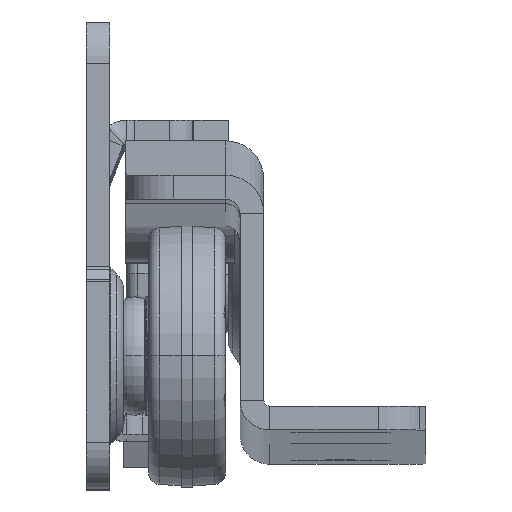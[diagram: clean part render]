
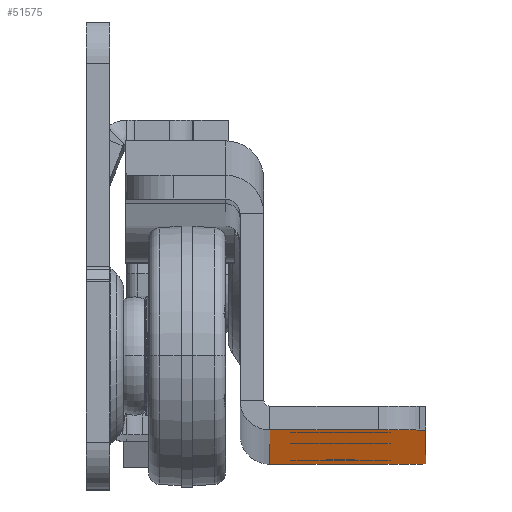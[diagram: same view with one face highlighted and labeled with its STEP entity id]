
A CAD part, top view. The second image highlights one B-rep face of the part: STEP entity #51575.
In plain terms, the highlighted face is planar.
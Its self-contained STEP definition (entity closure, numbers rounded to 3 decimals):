
#25 = DIRECTION ( 'NONE',  ( 0., 1., 0. ) ) ;
#401 = CARTESIAN_POINT ( 'NONE',  ( 13.166, -8.074, 393.5 ) ) ;
#774 = CARTESIAN_POINT ( 'NONE',  ( 9.702, -8.074, 0. ) ) ;
#1659 = EDGE_LOOP ( 'NONE', ( #14164, #46197 ) ) ;
#2514 = VECTOR ( 'NONE', #47310, 1000. ) ;
#2930 = CARTESIAN_POINT ( 'NONE',  ( 0.5, -8.074, 0. ) ) ;
#3632 = CARTESIAN_POINT ( 'NONE',  ( 6.5, -8.074, 239.5 ) ) ;
#4056 = VECTOR ( 'NONE', #45244, 1000. ) ;
#4192 = DIRECTION ( 'NONE',  ( 0., 1., 0. ) ) ;
#5359 = ORIENTED_EDGE ( 'NONE', *, *, #46540, .T. ) ;
#5411 = VERTEX_POINT ( 'NONE', #38943 ) ;
#5565 = EDGE_CURVE ( 'NONE', #5411, #13801, #36290, .T. ) ;
#6583 = EDGE_CURVE ( 'NONE', #13801, #25274, #47274, .T. ) ;
#6988 = LINE ( 'NONE', #35031, #41862 ) ;
#7678 = VERTEX_POINT ( 'NONE', #40457 ) ;
#8354 = CIRCLE ( 'NONE', #36821, 4. ) ;
#9009 = VERTEX_POINT ( 'NONE', #48771 ) ;
#9690 = CARTESIAN_POINT ( 'NONE',  ( 6.5, -8.074, 367.5 ) ) ;
#9938 = DIRECTION ( 'NONE',  ( 0., 1., 0. ) ) ;
#11525 = PLANE ( 'NONE',  #51396 ) ;
#11757 = ORIENTED_EDGE ( 'NONE', *, *, #38368, .T. ) ;
#11790 = FACE_OUTER_BOUND ( 'NONE', #40804, .T. ) ;
#12543 = ORIENTED_EDGE ( 'NONE', *, *, #6583, .T. ) ;
#12584 = DIRECTION ( 'NONE',  ( 0., 0., -1. ) ) ;
#13193 = ORIENTED_EDGE ( 'NONE', *, *, #39776, .F. ) ;
#13196 = LINE ( 'NONE', #35963, #2514 ) ;
#13284 = DIRECTION ( 'NONE',  ( 0., 1., 0. ) ) ;
#13363 = DIRECTION ( 'NONE',  ( -1., 0., 0. ) ) ;
#13550 = CARTESIAN_POINT ( 'NONE',  ( 6.5, -8.074, 239.5 ) ) ;
#13762 = VERTEX_POINT ( 'NONE', #774 ) ;
#13801 = VERTEX_POINT ( 'NONE', #34301 ) ;
#13989 = EDGE_LOOP ( 'NONE', ( #51784, #28391 ) ) ;
#14164 = ORIENTED_EDGE ( 'NONE', *, *, #37917, .T. ) ;
#14488 = EDGE_CURVE ( 'NONE', #20109, #31499, #37102, .T. ) ;
#14787 = ORIENTED_EDGE ( 'NONE', *, *, #25417, .T. ) ;
#14933 = DIRECTION ( 'NONE',  ( -1., 0., 0. ) ) ;
#15135 = DIRECTION ( 'NONE',  ( 1., 0., 0. ) ) ;
#15461 = FACE_BOUND ( 'NONE', #50085, .T. ) ;
#15568 = DIRECTION ( 'NONE',  ( 0., 0., 1. ) ) ;
#15727 = FACE_BOUND ( 'NONE', #13989, .T. ) ;
#16314 = AXIS2_PLACEMENT_3D ( 'NONE', #43303, #25, #43050 ) ;
#16721 = VECTOR ( 'NONE', #12584, 1000. ) ;
#17079 = CARTESIAN_POINT ( 'NONE',  ( 9.702, -8.074, 395.5 ) ) ;
#17586 = AXIS2_PLACEMENT_3D ( 'NONE', #3632, #13284, #21710 ) ;
#17592 = CIRCLE ( 'NONE', #25097, 4.25 ) ;
#18412 = CIRCLE ( 'NONE', #17586, 4.25 ) ;
#20109 = VERTEX_POINT ( 'NONE', #31821 ) ;
#20815 = CARTESIAN_POINT ( 'NONE',  ( 2.25, -8.074, 47.5 ) ) ;
#21327 = CARTESIAN_POINT ( 'NONE',  ( 0.5, -8.074, 0. ) ) ;
#21710 = DIRECTION ( 'NONE',  ( -1., 0., 0. ) ) ;
#22592 = VERTEX_POINT ( 'NONE', #20815 ) ;
#24664 = ORIENTED_EDGE ( 'NONE', *, *, #26646, .F. ) ;
#25097 = AXIS2_PLACEMENT_3D ( 'NONE', #13550, #34241, #46121 ) ;
#25274 = VERTEX_POINT ( 'NONE', #17079 ) ;
#25417 = EDGE_CURVE ( 'NONE', #22592, #9009, #27453, .T. ) ;
#26646 = EDGE_CURVE ( 'NONE', #47735, #25274, #6988, .T. ) ;
#26769 = EDGE_CURVE ( 'NONE', #38634, #36693, #18412, .T. ) ;
#27453 = CIRCLE ( 'NONE', #38366, 4.25 ) ;
#28391 = ORIENTED_EDGE ( 'NONE', *, *, #40267, .T. ) ;
#28693 = CARTESIAN_POINT ( 'NONE',  ( 2.25, -8.074, 239.5 ) ) ;
#28886 = LINE ( 'NONE', #21327, #29278 ) ;
#29278 = VECTOR ( 'NONE', #32552, 1000. ) ;
#29702 = LINE ( 'NONE', #41515, #4056 ) ;
#30375 = CIRCLE ( 'NONE', #16314, 4.25 ) ;
#31064 = EDGE_CURVE ( 'NONE', #9009, #22592, #30375, .T. ) ;
#31499 = VERTEX_POINT ( 'NONE', #47983 ) ;
#31821 = CARTESIAN_POINT ( 'NONE',  ( 2.25, -8.074, 367.5 ) ) ;
#32488 = LINE ( 'NONE', #32747, #16721 ) ;
#32552 = DIRECTION ( 'NONE',  ( 0., 0., 1. ) ) ;
#32747 = CARTESIAN_POINT ( 'NONE',  ( 13.702, -8.074, 0. ) ) ;
#33814 = AXIS2_PLACEMENT_3D ( 'NONE', #50781, #35727, #15568 ) ;
#34241 = DIRECTION ( 'NONE',  ( 0., 1., 0. ) ) ;
#34301 = CARTESIAN_POINT ( 'NONE',  ( 13.166, -8.074, 393.5 ) ) ;
#34845 = DIRECTION ( 'NONE',  ( 0., 1., 0. ) ) ;
#35031 = CARTESIAN_POINT ( 'NONE',  ( 13.702, -8.074, 395.5 ) ) ;
#35094 = CARTESIAN_POINT ( 'NONE',  ( 10.75, -8.074, 239.5 ) ) ;
#35727 = DIRECTION ( 'NONE',  ( 0., -1., 0. ) ) ;
#35963 = CARTESIAN_POINT ( 'NONE',  ( 13.702, -8.074, 0. ) ) ;
#36079 = VERTEX_POINT ( 'NONE', #2930 ) ;
#36227 = DIRECTION ( 'NONE',  ( 0., 0., 1. ) ) ;
#36290 = LINE ( 'NONE', #401, #37687 ) ;
#36693 = VERTEX_POINT ( 'NONE', #28693 ) ;
#36821 = AXIS2_PLACEMENT_3D ( 'NONE', #47380, #51090, #36227 ) ;
#37102 = CIRCLE ( 'NONE', #51379, 4.25 ) ;
#37687 = VECTOR ( 'NONE', #44486, 1000. ) ;
#37917 = EDGE_CURVE ( 'NONE', #31499, #20109, #47547, .T. ) ;
#38290 = AXIS2_PLACEMENT_3D ( 'NONE', #38758, #4192, #51945 ) ;
#38366 = AXIS2_PLACEMENT_3D ( 'NONE', #39034, #34845, #14933 ) ;
#38368 = EDGE_CURVE ( 'NONE', #43623, #7678, #29702, .T. ) ;
#38634 = VERTEX_POINT ( 'NONE', #35094 ) ;
#38758 = CARTESIAN_POINT ( 'NONE',  ( 6.5, -8.074, 367.5 ) ) ;
#38943 = CARTESIAN_POINT ( 'NONE',  ( 13.702, -8.074, 392.572 ) ) ;
#39034 = CARTESIAN_POINT ( 'NONE',  ( 6.5, -8.074, 47.5 ) ) ;
#39776 = EDGE_CURVE ( 'NONE', #5411, #7678, #32488, .T. ) ;
#40267 = EDGE_CURVE ( 'NONE', #36693, #38634, #17592, .T. ) ;
#40457 = CARTESIAN_POINT ( 'NONE',  ( 13.702, -8.074, 2.928 ) ) ;
#40804 = EDGE_LOOP ( 'NONE', ( #46577, #48658, #5359, #11757, #13193, #42102, #12543, #24664 ) ) ;
#40996 = CARTESIAN_POINT ( 'NONE',  ( 0.5, -8.074, 395.5 ) ) ;
#41515 = CARTESIAN_POINT ( 'NONE',  ( 16.63, -8.074, 8. ) ) ;
#41862 = VECTOR ( 'NONE', #15135, 1000. ) ;
#42102 = ORIENTED_EDGE ( 'NONE', *, *, #5565, .T. ) ;
#43050 = DIRECTION ( 'NONE',  ( -1., 0., 0. ) ) ;
#43263 = FACE_BOUND ( 'NONE', #1659, .T. ) ;
#43303 = CARTESIAN_POINT ( 'NONE',  ( 6.5, -8.074, 47.5 ) ) ;
#43623 = VERTEX_POINT ( 'NONE', #48773 ) ;
#43796 = CARTESIAN_POINT ( 'NONE',  ( -28.798, -8.074, 0. ) ) ;
#44486 = DIRECTION ( 'NONE',  ( -0.5, 0., 0.866 ) ) ;
#44865 = EDGE_CURVE ( 'NONE', #13762, #36079, #13196, .T. ) ;
#45033 = EDGE_CURVE ( 'NONE', #36079, #47735, #28886, .T. ) ;
#45244 = DIRECTION ( 'NONE',  ( 0.5, 0., 0.866 ) ) ;
#46121 = DIRECTION ( 'NONE',  ( -1., 0., 0. ) ) ;
#46197 = ORIENTED_EDGE ( 'NONE', *, *, #14488, .T. ) ;
#46540 = EDGE_CURVE ( 'NONE', #13762, #43623, #8354, .T. ) ;
#46577 = ORIENTED_EDGE ( 'NONE', *, *, #45033, .F. ) ;
#47274 = CIRCLE ( 'NONE', #33814, 4. ) ;
#47310 = DIRECTION ( 'NONE',  ( -1., 0., 0. ) ) ;
#47380 = CARTESIAN_POINT ( 'NONE',  ( 9.702, -8.074, 4. ) ) ;
#47547 = CIRCLE ( 'NONE', #38290, 4.25 ) ;
#47735 = VERTEX_POINT ( 'NONE', #40996 ) ;
#47983 = CARTESIAN_POINT ( 'NONE',  ( 10.75, -8.074, 367.5 ) ) ;
#48002 = DIRECTION ( 'NONE',  ( 0., 1., 0. ) ) ;
#48658 = ORIENTED_EDGE ( 'NONE', *, *, #44865, .F. ) ;
#48771 = CARTESIAN_POINT ( 'NONE',  ( 10.75, -8.074, 47.5 ) ) ;
#48773 = CARTESIAN_POINT ( 'NONE',  ( 13.166, -8.074, 2. ) ) ;
#49174 = ORIENTED_EDGE ( 'NONE', *, *, #31064, .T. ) ;
#50085 = EDGE_LOOP ( 'NONE', ( #49174, #14787 ) ) ;
#50781 = CARTESIAN_POINT ( 'NONE',  ( 9.702, -8.074, 391.5 ) ) ;
#51090 = DIRECTION ( 'NONE',  ( 0., -1., 0. ) ) ;
#51379 = AXIS2_PLACEMENT_3D ( 'NONE', #9690, #9938, #13363 ) ;
#51396 = AXIS2_PLACEMENT_3D ( 'NONE', #43796, #48002, #51976 ) ;
#51575 = ADVANCED_FACE ( 'NONE', ( #43263, #15727, #15461, #11790 ), #11525, .F. ) ;
#51784 = ORIENTED_EDGE ( 'NONE', *, *, #26769, .T. ) ;
#51945 = DIRECTION ( 'NONE',  ( -1., 0., 0. ) ) ;
#51976 = DIRECTION ( 'NONE',  ( 0., 0., -1. ) ) ;
